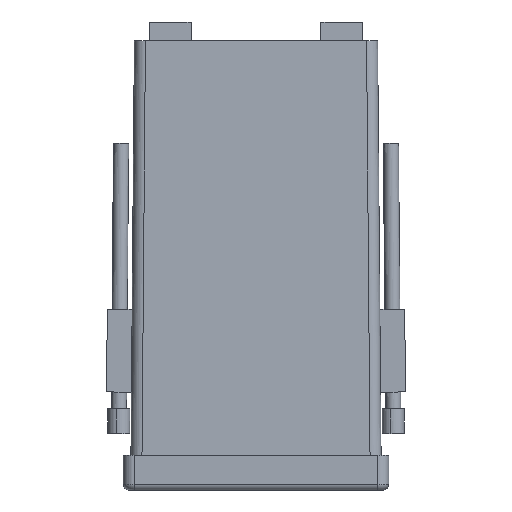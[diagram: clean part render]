
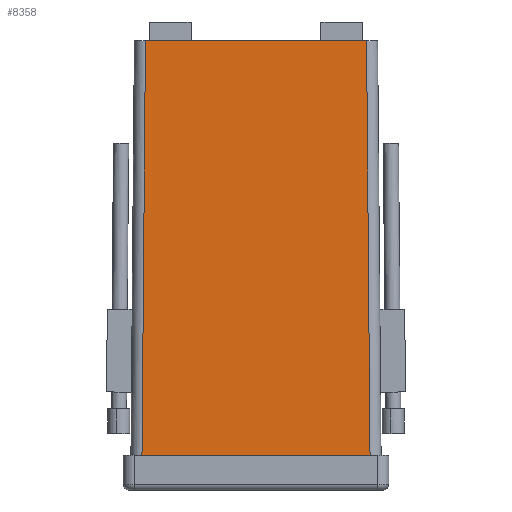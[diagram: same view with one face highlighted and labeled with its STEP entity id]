
A CAD part, front view. The second image highlights one B-rep face of the part: STEP entity #8358.
In plain terms, the highlighted planar face has unit normal (0, -1, 0.008).
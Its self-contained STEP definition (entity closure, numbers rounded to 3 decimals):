
#571 = CARTESIAN_POINT ( 'NONE',  ( -44., -44., 0. ) ) ;
#1088 = EDGE_CURVE ( 'NONE', #15584, #17883, #1429, .T. ) ;
#1139 = EDGE_LOOP ( 'NONE', ( #6446, #13538, #8685, #23070 ) ) ;
#1429 = LINE ( 'NONE', #16116, #15427 ) ;
#2614 = DIRECTION ( 'NONE',  ( -0.008, 0.008, 1. ) ) ;
#2904 = VECTOR ( 'NONE', #2614, 1000. ) ;
#4711 = EDGE_CURVE ( 'NONE', #17883, #5005, #18111, .T. ) ;
#5005 = VERTEX_POINT ( 'NONE', #6578 ) ;
#6446 = ORIENTED_EDGE ( 'NONE', *, *, #4711, .T. ) ;
#6578 = CARTESIAN_POINT ( 'NONE',  ( 41.249, -45.249, -150. ) ) ;
#7152 = CARTESIAN_POINT ( 'NONE',  ( -44., -45.249, -150. ) ) ;
#7438 = VECTOR ( 'NONE', #11563, 1000. ) ;
#7727 = DIRECTION ( 'NONE',  ( 0., -0.008, -1. ) ) ;
#8358 = ADVANCED_FACE ( 'NONE', ( #13991 ), #16700, .T. ) ;
#8511 = LINE ( 'NONE', #11625, #2904 ) ;
#8685 = ORIENTED_EDGE ( 'NONE', *, *, #17637, .F. ) ;
#8943 = CARTESIAN_POINT ( 'NONE',  ( -44., -44., 0. ) ) ;
#9070 = DIRECTION ( 'NONE',  ( 1., 0., 0. ) ) ;
#9710 = CARTESIAN_POINT ( 'NONE',  ( -41.249, -45.249, -150. ) ) ;
#10449 = DIRECTION ( 'NONE',  ( -0.008, -0.008, -1. ) ) ;
#11164 = CARTESIAN_POINT ( 'NONE',  ( 40., -44., 0. ) ) ;
#11563 = DIRECTION ( 'NONE',  ( 1., 0., 0. ) ) ;
#11625 = CARTESIAN_POINT ( 'NONE',  ( 39.994, -43.994, 0.699 ) ) ;
#12226 = VERTEX_POINT ( 'NONE', #11164 ) ;
#12441 = LINE ( 'NONE', #8943, #7438 ) ;
#13538 = ORIENTED_EDGE ( 'NONE', *, *, #18466, .T. ) ;
#13991 = FACE_OUTER_BOUND ( 'NONE', #1139, .T. ) ;
#14184 = VECTOR ( 'NONE', #9070, 1000. ) ;
#15427 = VECTOR ( 'NONE', #10449, 1000. ) ;
#15584 = VERTEX_POINT ( 'NONE', #19427 ) ;
#16116 = CARTESIAN_POINT ( 'NONE',  ( -40., -44., -0.033 ) ) ;
#16700 = PLANE ( 'NONE',  #19699 ) ;
#17637 = EDGE_CURVE ( 'NONE', #15584, #12226, #12441, .T. ) ;
#17883 = VERTEX_POINT ( 'NONE', #9710 ) ;
#18111 = LINE ( 'NONE', #7152, #14184 ) ;
#18466 = EDGE_CURVE ( 'NONE', #5005, #12226, #8511, .T. ) ;
#19427 = CARTESIAN_POINT ( 'NONE',  ( -40., -44., 0. ) ) ;
#19699 = AXIS2_PLACEMENT_3D ( 'NONE', #571, #20288, #7727 ) ;
#20288 = DIRECTION ( 'NONE',  ( 0., -1., 0.008 ) ) ;
#23070 = ORIENTED_EDGE ( 'NONE', *, *, #1088, .T. ) ;
